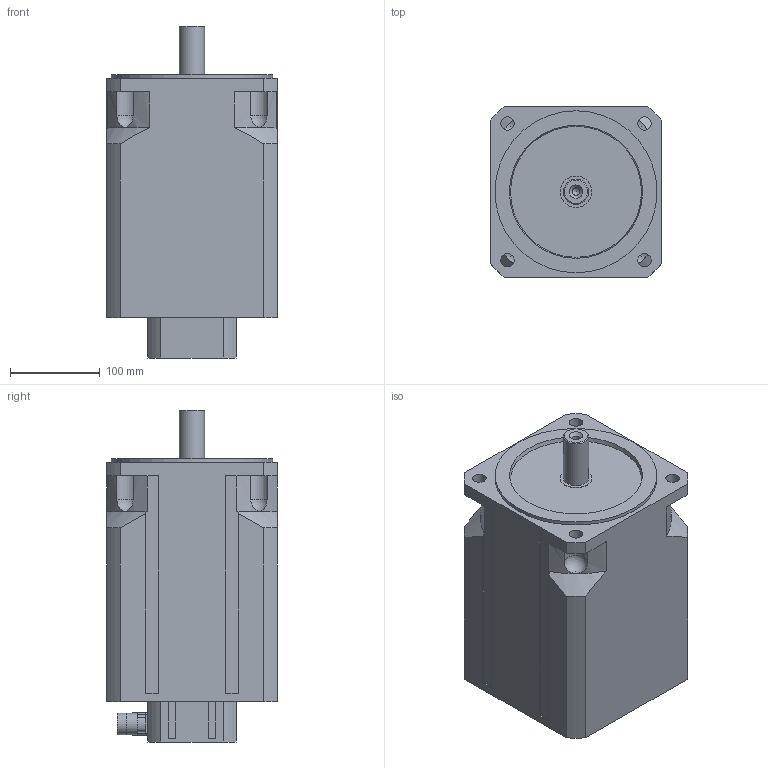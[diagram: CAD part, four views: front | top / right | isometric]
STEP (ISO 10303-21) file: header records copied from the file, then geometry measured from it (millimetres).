
FILE_DESCRIPTION((''),'2;1');
FILE_NAME('T7000 00 B Z_3200.stp','2006-11-29T07:56:11',('OslejsekP'),(''),'Autodesk Inventor 10','Autodesk Inventor 10','');
FILE_SCHEMA(('AUTOMOTIVE_DESIGN { 1 0 10303 214 1 1 1 1 }'));
Length unit declared in the file: millimetre
Products named in the file (4): T7000 00 B Z_3200; T7000 00 B_3200; Konektor_rovny_mot; Konektor_rovny_res
Assembly tree (3 placements, depth 2):
  T7000 00 B Z_3200
    T7000 00 B_3200
    Konektor_rovny_mot
    Konektor_rovny_res
Bounding box: 190 x 190 x 369 mm (x, y, z)
Volume: 9735206.4 mm3; surface area: 311228.8 mm2
Topology: 3 solids, 3 shells, 167 faces, 454 edges, 296 vertices
Faces by surface type: plane 87, cylinder 59, bspline 11, cone 6, sphere 4
Full cylindrical faces by diameter (mm): 2.7 x8, 20 x2, 24 x2, 28 x1, 35 x1, 180 x1
Entity records: 5498 total; most frequent: CARTESIAN_POINT 1301, DIRECTION 890, ORIENTED_EDGE 812, EDGE_CURVE 406, AXIS2_PLACEMENT_3D 341, VERTEX_POINT 278, EDGE_LOOP 228, VECTOR 208
